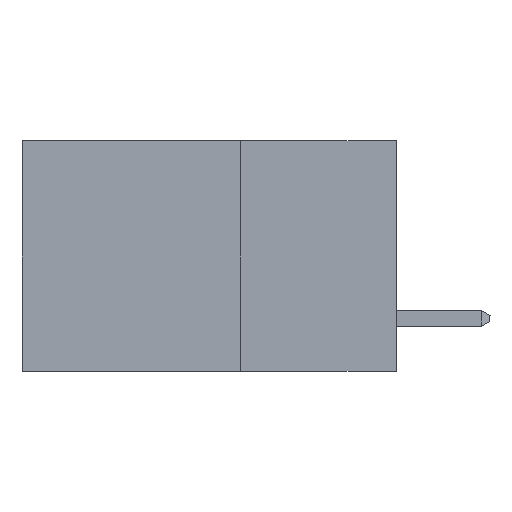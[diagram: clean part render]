
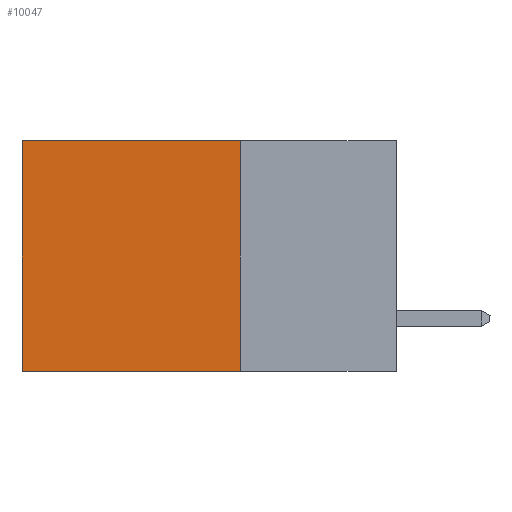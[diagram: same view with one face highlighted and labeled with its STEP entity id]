
A CAD part, left-side view. The second image highlights one B-rep face of the part: STEP entity #10047.
In plain terms, the highlighted planar face has unit normal (-1, 0, 0).
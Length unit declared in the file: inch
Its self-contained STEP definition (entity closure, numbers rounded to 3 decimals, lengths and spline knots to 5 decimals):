
#662 = DIRECTION ( 'NONE',  ( 0., 0., -1. ) ) ;
#690 = LINE ( 'NONE', #9948, #6571 ) ;
#1085 = DIRECTION ( 'NONE',  ( 0., 0., -1. ) ) ;
#1493 = PLANE ( 'NONE',  #9087 ) ;
#2016 = LINE ( 'NONE', #8194, #3622 ) ;
#2220 = LINE ( 'NONE', #6054, #5544 ) ;
#2770 = LINE ( 'NONE', #5943, #8920 ) ;
#2937 = VERTEX_POINT ( 'NONE', #9420 ) ;
#3238 = CARTESIAN_POINT ( 'NONE',  ( 0.2615, 0.25, 0. ) ) ;
#3622 = VECTOR ( 'NONE', #1085, 39.37008 ) ;
#3646 = EDGE_CURVE ( 'NONE', #7741, #2937, #2220, .T. ) ;
#3660 = ORIENTED_EDGE ( 'NONE', *, *, #5986, .F. ) ;
#4072 = CARTESIAN_POINT ( 'NONE',  ( 0.2615, 0.6, -0.37 ) ) ;
#5168 = DIRECTION ( 'NONE',  ( 0., 1., 0. ) ) ;
#5263 = ORIENTED_EDGE ( 'NONE', *, *, #3646, .T. ) ;
#5411 = DIRECTION ( 'NONE',  ( 0., 0., -1. ) ) ;
#5544 = VECTOR ( 'NONE', #7730, 39.37008 ) ;
#5943 = CARTESIAN_POINT ( 'NONE',  ( 0.2615, 0.25, -0.37 ) ) ;
#5986 = EDGE_CURVE ( 'NONE', #7741, #8506, #690, .T. ) ;
#6054 = CARTESIAN_POINT ( 'NONE',  ( 0.2615, 0.25, 0. ) ) ;
#6507 = ORIENTED_EDGE ( 'NONE', *, *, #9154, .F. ) ;
#6571 = VECTOR ( 'NONE', #5411, 39.37008 ) ;
#6579 = VERTEX_POINT ( 'NONE', #4072 ) ;
#6941 = CARTESIAN_POINT ( 'NONE',  ( 0.2615, 0.25, -0.37 ) ) ;
#7661 = DIRECTION ( 'NONE',  ( 1., 0., 0. ) ) ;
#7730 = DIRECTION ( 'NONE',  ( 0., 1., 0. ) ) ;
#7741 = VERTEX_POINT ( 'NONE', #3238 ) ;
#8151 = CARTESIAN_POINT ( 'NONE',  ( 0.2615, 0.25, -0.37 ) ) ;
#8194 = CARTESIAN_POINT ( 'NONE',  ( 0.2615, 0.6, -0.37 ) ) ;
#8506 = VERTEX_POINT ( 'NONE', #8151 ) ;
#8663 = EDGE_CURVE ( 'NONE', #2937, #6579, #2016, .T. ) ;
#8896 = EDGE_LOOP ( 'NONE', ( #10019, #6507, #3660, #5263 ) ) ;
#8920 = VECTOR ( 'NONE', #5168, 39.37008 ) ;
#9087 = AXIS2_PLACEMENT_3D ( 'NONE', #6941, #7661, #662 ) ;
#9154 = EDGE_CURVE ( 'NONE', #8506, #6579, #2770, .T. ) ;
#9420 = CARTESIAN_POINT ( 'NONE',  ( 0.2615, 0.6, 0. ) ) ;
#9948 = CARTESIAN_POINT ( 'NONE',  ( 0.2615, 0.25, -0.37 ) ) ;
#10019 = ORIENTED_EDGE ( 'NONE', *, *, #8663, .T. ) ;
#10047 = ADVANCED_FACE ( 'NONE', ( #10219 ), #1493, .F. ) ;
#10219 = FACE_OUTER_BOUND ( 'NONE', #8896, .T. ) ;
